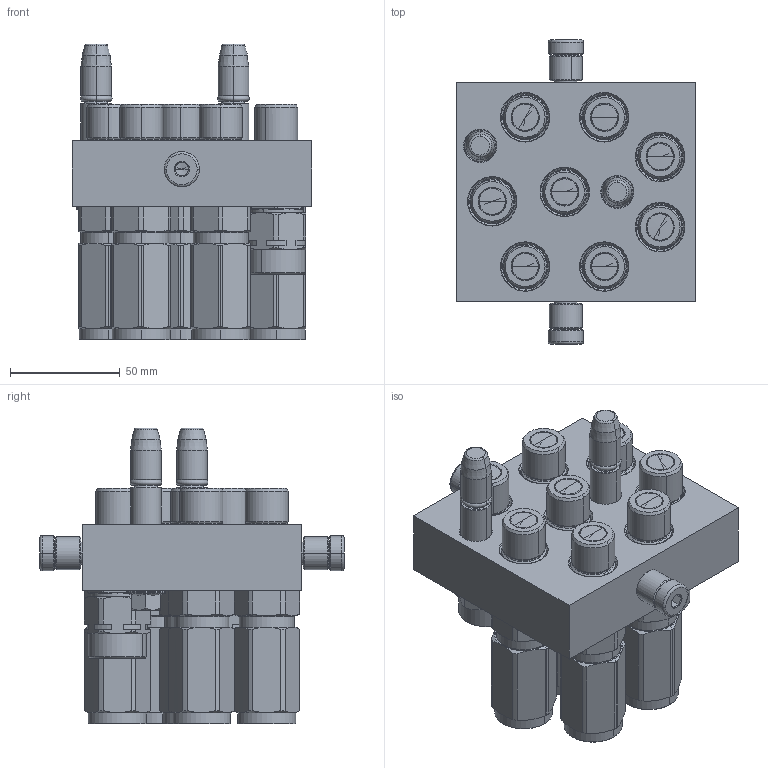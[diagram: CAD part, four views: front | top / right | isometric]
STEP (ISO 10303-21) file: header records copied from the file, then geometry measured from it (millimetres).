
FILE_DESCRIPTION (( 'STEP AP214' ), '1' );
FILE_NAME ('FASTER.step', '2024-08-12T09:20:13', ( '' ), ( '' ), 'SwSTEP 2.0', 'SolidWorks 2017', '' );
FILE_SCHEMA (( 'AUTOMOTIVE_DESIGN' ));
Length unit declared in the file: millimetre
Products named in the file (12): 2ffnp38_gas_m2v; 4830_013_3000_030; 3ffnp38_gas_m; 4830_021_0000_000; or2_62x9_19_m; 4850_010_0000_000; 4830_028_1000_011; et002; 1540_080_0008_000; FASTER; P5068_M_BASE
Assembly tree (22 placements, depth 3):
  FASTER
    P5068_M_BASE
      4850_010_0000_000
      4830_021_0000_000  x2
      1540_080_0008_000  x2
      4830_013_3000_030  x2
      4830_028_1000_011  x2
      or2_62x9_19_m  x2
    2ffnp38_gas_m2v  x2
    3ffnp38_gas_m  x6
      3ffnp38_gas_m
    et002
Bounding box: 109.3 x 138.6 x 134.8 mm (x, y, z)
Volume: 41586.4 mm3; surface area: 179999.4 mm2
Topology: 7 solids, 78 shells, 2975 faces, 8614 edges, 5736 vertices
Faces by surface type: plane 1551, cylinder 560, cone 534, bspline 214, torus 116
Entity records: 64681 total; most frequent: CARTESIAN_POINT 19257, ORIENTED_EDGE 9466, DIRECTION 8650, EDGE_CURVE 4859, VECTOR 3468, LINE 3468, VERTEX_POINT 3197, AXIS2_PLACEMENT_3D 2591
